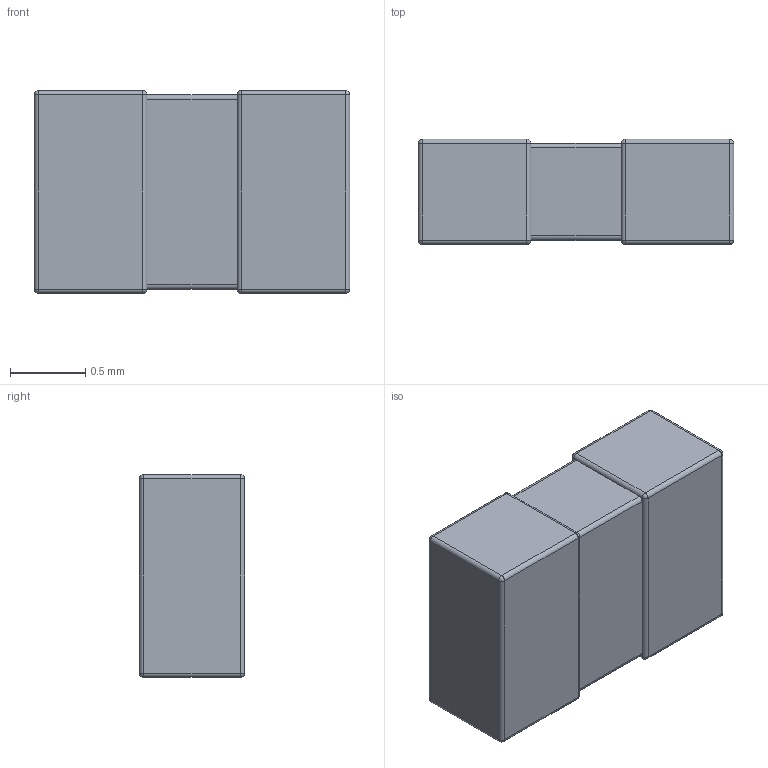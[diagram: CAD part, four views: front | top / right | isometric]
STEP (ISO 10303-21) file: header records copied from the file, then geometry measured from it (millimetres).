
FILE_DESCRIPTION (( 'STEP AP214' ), '1' );
FILE_NAME ('CCS_CCSTDNOSYAGEO_0805_L2.1W1.35TB0.75.STEP', '2025-09-22T17:05:01', ( '' ), ( '' ), 'SwSTEP 2.0', 'SolidWorks 2021', '' );
FILE_SCHEMA (( 'AUTOMOTIVE_DESIGN' ));
Length unit declared in the file: millimetre
Products named in the file (1): CCS_CCSTDNOSYAGEO_0805_L2.1W1.35TB0.75
Bounding box: 2.1 x 0.7 x 1.35 mm (x, y, z)
Volume: 1.9 mm3; surface area: 10.3 mm2
Topology: 1 solids, 1 shells, 64 faces, 150 edges, 72 vertices
Faces by surface type: cylinder 34, sphere 16, plane 14
Entity records: 2500 total; most frequent: CARTESIAN_POINT 439, DIRECTION 288, ORIENTED_EDGE 268, EDGE_CURVE 134, AXIS2_PLACEMENT_3D 113, VERTEX_POINT 72, UNCERTAINTY_MEASURE_WITH_UNIT 67, PRESENTATION_LAYER_ASSIGNMENT 66
